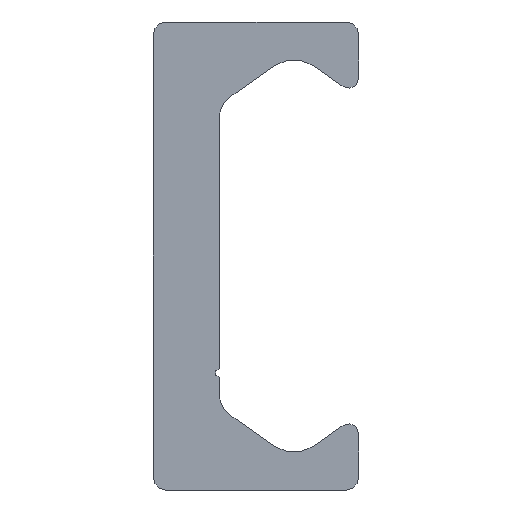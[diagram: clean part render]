
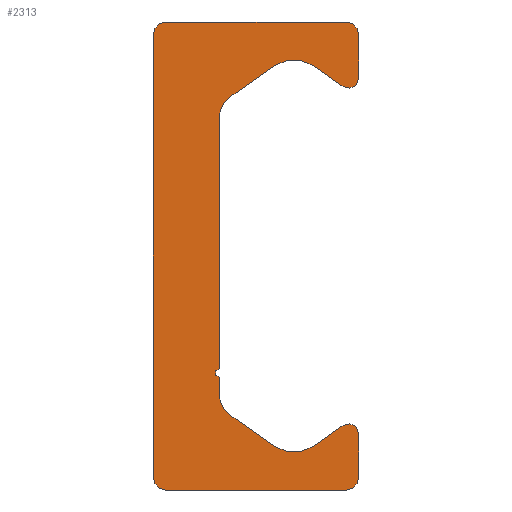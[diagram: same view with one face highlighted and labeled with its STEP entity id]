
A CAD part, left-side view. The second image highlights one B-rep face of the part: STEP entity #2313.
In plain terms, the highlighted planar face has unit normal (-1, 0, 0).
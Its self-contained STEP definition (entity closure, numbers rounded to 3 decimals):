
#1428=CARTESIAN_POINT('',(0.0,5.4,-14.));
#1429=VERTEX_POINT('',#1428);
#1436=CARTESIAN_POINT('',(0.0,6.15,-13.25));
#1437=VERTEX_POINT('',#1436);
#1438=CARTESIAN_POINT('',(0.0,5.4,-13.25));
#1439=DIRECTION('',(1.0,0.0,0.0));
#1440=DIRECTION('',(0.0,0.0,-1.0));
#1441=AXIS2_PLACEMENT_3D('',#1438,#1439,#1440);
#1442=CIRCLE('',#1441,0.75);
#1443=EDGE_CURVE('',#1429,#1437,#1442,.T.);
#1467=CARTESIAN_POINT('',(0.0,-5.4,-14.));
#1468=VERTEX_POINT('',#1467);
#1475=CARTESIAN_POINT('',(0.0,-5.4,-14.));
#1476=DIRECTION('',(0.0,1.0,0.0));
#1477=VECTOR('',#1476,10.8);
#1478=LINE('',#1475,#1477);
#1479=EDGE_CURVE('',#1468,#1429,#1478,.T.);
#1499=CARTESIAN_POINT('',(0.0,-6.15,-13.25));
#1500=VERTEX_POINT('',#1499);
#1507=CARTESIAN_POINT('',(0.0,-5.4,-13.25));
#1508=DIRECTION('',(1.0,0.0,0.0));
#1509=DIRECTION('',(0.0,-1.0,0.0));
#1510=AXIS2_PLACEMENT_3D('',#1507,#1508,#1509);
#1511=CIRCLE('',#1510,0.75);
#1512=EDGE_CURVE('',#1500,#1468,#1511,.T.);
#1531=CARTESIAN_POINT('',(0.0,-6.15,-10.63));
#1532=VERTEX_POINT('',#1531);
#1539=CARTESIAN_POINT('',(0.0,-6.15,-10.63));
#1540=DIRECTION('',(0.0,0.0,-1.0));
#1541=VECTOR('',#1540,2.62);
#1542=LINE('',#1539,#1541);
#1543=EDGE_CURVE('',#1532,#1500,#1542,.T.);
#1563=CARTESIAN_POINT('',(0.0,-5.206,-10.139));
#1564=VERTEX_POINT('',#1563);
#1571=CARTESIAN_POINT('',(0.0,-5.55,-10.63));
#1572=DIRECTION('',(1.0,0.0,0.0));
#1573=DIRECTION('',(0.0,0.574,0.819));
#1574=AXIS2_PLACEMENT_3D('',#1571,#1572,#1573);
#1575=CIRCLE('',#1574,0.6);
#1576=EDGE_CURVE('',#1564,#1532,#1575,.T.);
#1595=CARTESIAN_POINT('',(0.0,-3.417,-11.391));
#1596=VERTEX_POINT('',#1595);
#1603=CARTESIAN_POINT('',(0.0,-3.417,-11.391));
#1604=DIRECTION('',(0.0,-0.819,0.574));
#1605=VECTOR('',#1604,2.184);
#1606=LINE('',#1603,#1605);
#1607=EDGE_CURVE('',#1596,#1564,#1606,.T.);
#1627=CARTESIAN_POINT('',(0.0,-1.123,-11.391));
#1628=VERTEX_POINT('',#1627);
#1635=CARTESIAN_POINT('',(0.0,-2.27,-9.753));
#1636=DIRECTION('',(-1.0,0.0,0.0));
#1637=DIRECTION('',(0.0,0.574,0.819));
#1638=AXIS2_PLACEMENT_3D('',#1635,#1636,#1637);
#1639=CIRCLE('',#1638,2.0);
#1640=EDGE_CURVE('',#1628,#1596,#1639,.T.);
#1659=CARTESIAN_POINT('',(0.0,1.56,-9.512));
#1660=VERTEX_POINT('',#1659);
#1667=CARTESIAN_POINT('',(0.0,1.56,-9.512));
#1668=DIRECTION('',(0.0,-0.819,-0.574));
#1669=VECTOR('',#1668,3.276);
#1670=LINE('',#1667,#1669);
#1671=EDGE_CURVE('',#1660,#1628,#1670,.T.);
#1691=CARTESIAN_POINT('',(0.0,2.2,-8.283));
#1692=VERTEX_POINT('',#1691);
#1699=CARTESIAN_POINT('',(0.0,0.7,-8.283));
#1700=DIRECTION('',(-1.0,0.0,0.0));
#1701=DIRECTION('',(0.0,-0.574,0.819));
#1702=AXIS2_PLACEMENT_3D('',#1699,#1700,#1701);
#1703=CIRCLE('',#1702,1.5);
#1704=EDGE_CURVE('',#1692,#1660,#1703,.T.);
#1723=CARTESIAN_POINT('',(0.0,2.2,-7.25));
#1724=VERTEX_POINT('',#1723);
#1731=CARTESIAN_POINT('',(0.0,2.2,-7.25));
#1732=DIRECTION('',(0.0,0.0,-1.0));
#1733=VECTOR('',#1732,1.033);
#1734=LINE('',#1731,#1733);
#1735=EDGE_CURVE('',#1724,#1692,#1734,.T.);
#1755=CARTESIAN_POINT('',(0.0,2.2,-6.75));
#1756=VERTEX_POINT('',#1755);
#1763=CARTESIAN_POINT('',(0.0,2.2,-7.));
#1764=DIRECTION('',(-1.0,0.0,0.0));
#1765=DIRECTION('',(0.0,0.0,1.0));
#1766=AXIS2_PLACEMENT_3D('',#1763,#1764,#1765);
#1767=CIRCLE('',#1766,0.25);
#1768=EDGE_CURVE('',#1756,#1724,#1767,.T.);
#1787=CARTESIAN_POINT('',(0.0,2.2,8.283));
#1788=VERTEX_POINT('',#1787);
#1795=CARTESIAN_POINT('',(0.0,2.2,8.283));
#1796=DIRECTION('',(0.0,0.0,-1.0));
#1797=VECTOR('',#1796,15.033);
#1798=LINE('',#1795,#1797);
#1799=EDGE_CURVE('',#1788,#1756,#1798,.T.);
#1903=CARTESIAN_POINT('',(0.0,1.56,9.512));
#1904=VERTEX_POINT('',#1903);
#1911=CARTESIAN_POINT('',(0.0,0.7,8.283));
#1912=DIRECTION('',(-1.0,0.0,0.0));
#1913=DIRECTION('',(0.0,-1.0,0.0));
#1914=AXIS2_PLACEMENT_3D('',#1911,#1912,#1913);
#1915=CIRCLE('',#1914,1.5);
#1916=EDGE_CURVE('',#1904,#1788,#1915,.T.);
#1935=CARTESIAN_POINT('',(0.0,-1.123,11.391));
#1936=VERTEX_POINT('',#1935);
#1943=CARTESIAN_POINT('',(0.0,-1.123,11.391));
#1944=DIRECTION('',(0.0,0.819,-0.574));
#1945=VECTOR('',#1944,3.276);
#1946=LINE('',#1943,#1945);
#1947=EDGE_CURVE('',#1936,#1904,#1946,.T.);
#1967=CARTESIAN_POINT('',(0.0,-3.417,11.391));
#1968=VERTEX_POINT('',#1967);
#1975=CARTESIAN_POINT('',(0.0,-2.27,9.753));
#1976=DIRECTION('',(-1.0,0.0,0.0));
#1977=DIRECTION('',(0.0,-0.574,-0.819));
#1978=AXIS2_PLACEMENT_3D('',#1975,#1976,#1977);
#1979=CIRCLE('',#1978,2.0);
#1980=EDGE_CURVE('',#1968,#1936,#1979,.T.);
#1999=CARTESIAN_POINT('',(0.0,-5.206,10.139));
#2000=VERTEX_POINT('',#1999);
#2007=CARTESIAN_POINT('',(0.0,-5.206,10.139));
#2008=DIRECTION('',(0.0,0.819,0.574));
#2009=VECTOR('',#2008,2.184);
#2010=LINE('',#2007,#2009);
#2011=EDGE_CURVE('',#2000,#1968,#2010,.T.);
#2031=CARTESIAN_POINT('',(0.0,-6.15,10.63));
#2032=VERTEX_POINT('',#2031);
#2039=CARTESIAN_POINT('',(0.0,-5.55,10.63));
#2040=DIRECTION('',(1.0,0.0,0.0));
#2041=DIRECTION('',(0.0,-1.0,0.0));
#2042=AXIS2_PLACEMENT_3D('',#2039,#2040,#2041);
#2043=CIRCLE('',#2042,0.6);
#2044=EDGE_CURVE('',#2032,#2000,#2043,.T.);
#2063=CARTESIAN_POINT('',(0.0,-6.15,13.25));
#2064=VERTEX_POINT('',#2063);
#2071=CARTESIAN_POINT('',(0.0,-6.15,13.25));
#2072=DIRECTION('',(0.0,0.0,-1.0));
#2073=VECTOR('',#2072,2.62);
#2074=LINE('',#2071,#2073);
#2075=EDGE_CURVE('',#2064,#2032,#2074,.T.);
#2095=CARTESIAN_POINT('',(0.0,-5.4,14.));
#2096=VERTEX_POINT('',#2095);
#2103=CARTESIAN_POINT('',(0.0,-5.4,13.25));
#2104=DIRECTION('',(1.0,0.0,0.0));
#2105=DIRECTION('',(0.0,0.0,1.0));
#2106=AXIS2_PLACEMENT_3D('',#2103,#2104,#2105);
#2107=CIRCLE('',#2106,0.75);
#2108=EDGE_CURVE('',#2096,#2064,#2107,.T.);
#2127=CARTESIAN_POINT('',(0.0,5.4,14.));
#2128=VERTEX_POINT('',#2127);
#2135=CARTESIAN_POINT('',(0.0,5.4,14.));
#2136=DIRECTION('',(0.0,-1.0,0.0));
#2137=VECTOR('',#2136,10.8);
#2138=LINE('',#2135,#2137);
#2139=EDGE_CURVE('',#2128,#2096,#2138,.T.);
#2159=CARTESIAN_POINT('',(0.0,6.15,13.25));
#2160=VERTEX_POINT('',#2159);
#2167=CARTESIAN_POINT('',(0.0,5.4,13.25));
#2168=DIRECTION('',(1.0,0.0,0.0));
#2169=DIRECTION('',(0.0,1.0,0.0));
#2170=AXIS2_PLACEMENT_3D('',#2167,#2168,#2169);
#2171=CIRCLE('',#2170,0.75);
#2172=EDGE_CURVE('',#2160,#2128,#2171,.T.);
#2190=CARTESIAN_POINT('',(0.0,6.15,-13.25));
#2191=DIRECTION('',(0.0,0.0,1.0));
#2192=VECTOR('',#2191,26.5);
#2193=LINE('',#2190,#2192);
#2194=EDGE_CURVE('',#1437,#2160,#2193,.T.);
#2284=CARTESIAN_POINT('',(0.0,1.352,-0.021));
#2285=DIRECTION('',(1.0,0.0,0.0));
#2286=DIRECTION('',(0.0,0.0,-1.0));
#2287=AXIS2_PLACEMENT_3D('',#2284,#2285,#2286);
#2288=PLANE('',#2287);
#2289=ORIENTED_EDGE('',*,*,#2194,.F.);
#2290=ORIENTED_EDGE('',*,*,#1443,.F.);
#2291=ORIENTED_EDGE('',*,*,#1479,.F.);
#2292=ORIENTED_EDGE('',*,*,#1512,.F.);
#2293=ORIENTED_EDGE('',*,*,#1543,.F.);
#2294=ORIENTED_EDGE('',*,*,#1576,.F.);
#2295=ORIENTED_EDGE('',*,*,#1607,.F.);
#2296=ORIENTED_EDGE('',*,*,#1640,.F.);
#2297=ORIENTED_EDGE('',*,*,#1671,.F.);
#2298=ORIENTED_EDGE('',*,*,#1704,.F.);
#2299=ORIENTED_EDGE('',*,*,#1735,.F.);
#2300=ORIENTED_EDGE('',*,*,#1768,.F.);
#2301=ORIENTED_EDGE('',*,*,#1799,.F.);
#2302=ORIENTED_EDGE('',*,*,#1916,.F.);
#2303=ORIENTED_EDGE('',*,*,#1947,.F.);
#2304=ORIENTED_EDGE('',*,*,#1980,.F.);
#2305=ORIENTED_EDGE('',*,*,#2011,.F.);
#2306=ORIENTED_EDGE('',*,*,#2044,.F.);
#2307=ORIENTED_EDGE('',*,*,#2075,.F.);
#2308=ORIENTED_EDGE('',*,*,#2108,.F.);
#2309=ORIENTED_EDGE('',*,*,#2139,.F.);
#2310=ORIENTED_EDGE('',*,*,#2172,.F.);
#2311=EDGE_LOOP('',(#2289,#2290,#2291,#2292,#2293,#2294,#2295,#2296,#2297,#2298,#2299,#2300,#2301,#2302,#2303,#2304,#2305,#2306,#2307,#2308,#2309,#2310));
#2312=FACE_OUTER_BOUND('',#2311,.T.);
#2313=ADVANCED_FACE('',(#2312),#2288,.F.);
